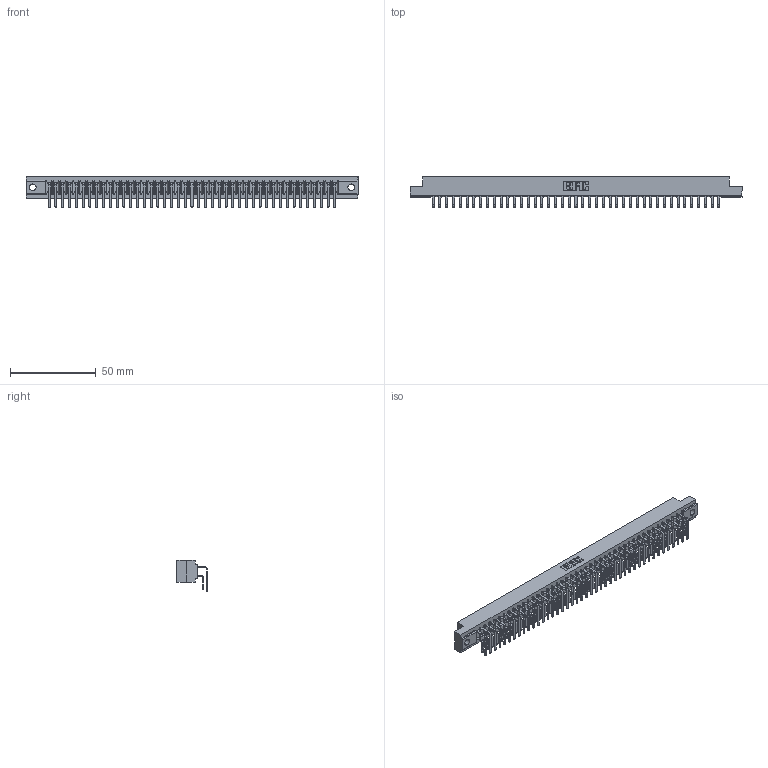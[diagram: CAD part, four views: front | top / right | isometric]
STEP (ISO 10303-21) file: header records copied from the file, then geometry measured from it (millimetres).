
FILE_DESCRIPTION (( 'STEP AP203' ), '1' );
FILE_NAME ('307-043-459-104.STEP', '2020-09-29T19:42:15', ( '' ), ( '' ), 'SwSTEP 2.0', 'SolidWorks 2020', '' );
FILE_SCHEMA (( 'CONFIG_CONTROL_DESIGN' ));
Length unit declared in the file: inch
Products named in the file (4): 307-290-001_559 - 2 (Single); 307 Part_.156 Dia Mounting Holes; 307-043-459-104; 307-290-001_558 559 - 1 (Single)
Assembly tree (87 placements, depth 2):
  307-043-459-104
    307 Part_.156 Dia Mounting Holes
    307-290-001_558 559 - 1 (Single)  x43
    307-290-001_559 - 2 (Single)  x43
Bounding box: 193.4 x 17.69 x 18.07 mm (x, y, z)
Volume: 20847.8 mm3; surface area: 27583.1 mm2
Topology: 87 solids, 87 shells, 4476 faces, 12571 edges, 8146 vertices
Faces by surface type: plane 2922, cylinder 1466, sphere 88
Entity records: 39981 total; most frequent: CARTESIAN_POINT 6547, ORIENTED_EDGE 6486, DIRECTION 6403, EDGE_CURVE 3243, VECTOR 2495, LINE 2495, VERTEX_POINT 2098, AXIS2_PLACEMENT_3D 1954
